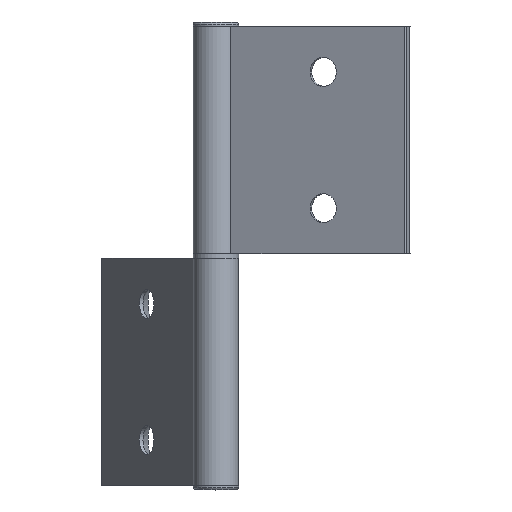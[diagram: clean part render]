
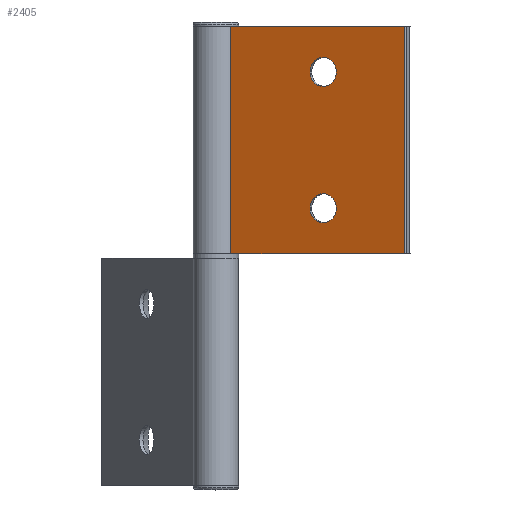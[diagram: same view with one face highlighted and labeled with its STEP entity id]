
A CAD part, left-side view. The second image highlights one B-rep face of the part: STEP entity #2405.
In plain terms, the highlighted face is planar.
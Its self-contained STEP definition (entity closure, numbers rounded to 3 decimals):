
#178=FACE_BOUND('',#441,.T.);
#179=FACE_BOUND('',#442,.T.);
#193=PLANE('',#2628);
#278=FACE_OUTER_BOUND('',#440,.T.);
#440=EDGE_LOOP('',(#1709,#1710,#1711,#1712));
#441=EDGE_LOOP('',(#1713));
#442=EDGE_LOOP('',(#1714));
#599=LINE('',#3892,#710);
#615=LINE('',#3923,#726);
#620=LINE('',#3939,#731);
#621=LINE('',#3941,#732);
#710=VECTOR('',#3029,1000.);
#726=VECTOR('',#3059,1000.);
#731=VECTOR('',#3074,1000.);
#732=VECTOR('',#3077,1000.);
#822=CIRCLE('',#2599,3.2);
#830=CIRCLE('',#2609,3.2);
#1025=VERTEX_POINT('',#3855);
#1033=VERTEX_POINT('',#3875);
#1037=VERTEX_POINT('',#3886);
#1039=VERTEX_POINT('',#3890);
#1047=VERTEX_POINT('',#3922);
#1053=VERTEX_POINT('',#3937);
#1253=EDGE_CURVE('',#1025,#1025,#822,.T.);
#1263=EDGE_CURVE('',#1033,#1033,#830,.T.);
#1271=EDGE_CURVE('',#1037,#1039,#599,.T.);
#1287=EDGE_CURVE('',#1037,#1047,#615,.T.);
#1296=EDGE_CURVE('',#1039,#1053,#620,.T.);
#1297=EDGE_CURVE('',#1047,#1053,#621,.T.);
#1709=ORIENTED_EDGE('',*,*,#1296,.T.);
#1710=ORIENTED_EDGE('',*,*,#1297,.F.);
#1711=ORIENTED_EDGE('',*,*,#1287,.F.);
#1712=ORIENTED_EDGE('',*,*,#1271,.T.);
#1713=ORIENTED_EDGE('',*,*,#1253,.T.);
#1714=ORIENTED_EDGE('',*,*,#1263,.T.);
#2405=ADVANCED_FACE('',(#278,#178,#179),#193,.F.);
#2599=AXIS2_PLACEMENT_3D('',#3856,#2990,#2991);
#2609=AXIS2_PLACEMENT_3D('',#3876,#3012,#3013);
#2628=AXIS2_PLACEMENT_3D('',#3940,#3075,#3076);
#2990=DIRECTION('center_axis',(0.,1.,0.));
#2991=DIRECTION('ref_axis',(-1.,0.,0.));
#3012=DIRECTION('center_axis',(0.,1.,0.));
#3013=DIRECTION('ref_axis',(-1.,0.,0.));
#3029=DIRECTION('',(0.,0.,-1.));
#3059=DIRECTION('',(1.,0.,0.));
#3074=DIRECTION('',(1.,0.,0.));
#3075=DIRECTION('center_axis',(0.,1.,0.));
#3076=DIRECTION('ref_axis',(-1.,0.,0.));
#3077=DIRECTION('',(0.,0.,-1.));
#3855=CARTESIAN_POINT('',(27.,-2.,11.8));
#3856=CARTESIAN_POINT('Origin',(27.,-2.,15.));
#3875=CARTESIAN_POINT('',(27.,-2.,-18.2));
#3876=CARTESIAN_POINT('Origin',(27.,-2.,-15.));
#3886=CARTESIAN_POINT('',(4.583,-2.,25.));
#3890=CARTESIAN_POINT('',(4.583,-2.,-25.));
#3892=CARTESIAN_POINT('',(4.583,-2.,25.));
#3922=CARTESIAN_POINT('',(46.7,-2.,25.));
#3923=CARTESIAN_POINT('',(4.583,-2.,25.));
#3937=CARTESIAN_POINT('',(46.7,-2.,-25.));
#3939=CARTESIAN_POINT('',(4.583,-2.,-25.));
#3940=CARTESIAN_POINT('Origin',(4.583,-2.,25.));
#3941=CARTESIAN_POINT('',(46.7,-2.,25.));
